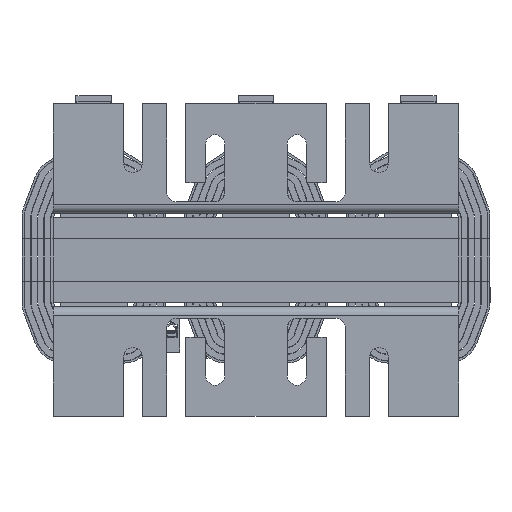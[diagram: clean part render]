
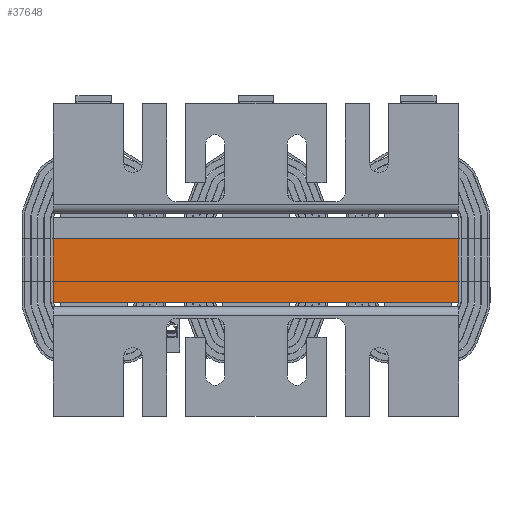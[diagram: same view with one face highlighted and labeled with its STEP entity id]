
A CAD part, front view. The second image highlights one B-rep face of the part: STEP entity #37648.
In plain terms, the highlighted planar face has unit normal (0, -1, 0).
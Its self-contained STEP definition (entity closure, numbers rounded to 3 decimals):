
#4068=FACE_OUTER_BOUND('',#6193,.T.);
#6193=EDGE_LOOP('',(#28505,#28506,#28507,#28508));
#9121=LINE('',#58378,#13148);
#9124=LINE('',#58390,#13151);
#9131=LINE('',#58410,#13158);
#9132=LINE('',#58412,#13159);
#13148=VECTOR('',#47887,0.394);
#13151=VECTOR('',#47898,0.394);
#13158=VECTOR('',#47921,0.394);
#13159=VECTOR('',#47924,0.394);
#16961=VERTEX_POINT('',#58372);
#16963=VERTEX_POINT('',#58376);
#16968=VERTEX_POINT('',#58388);
#16973=VERTEX_POINT('',#58408);
#21181=EDGE_CURVE('',#16961,#16963,#9121,.T.);
#21187=EDGE_CURVE('',#16963,#16968,#9124,.T.);
#21197=EDGE_CURVE('',#16968,#16973,#9131,.T.);
#21198=EDGE_CURVE('',#16961,#16973,#9132,.T.);
#28505=ORIENTED_EDGE('',*,*,#21181,.T.);
#28506=ORIENTED_EDGE('',*,*,#21187,.T.);
#28507=ORIENTED_EDGE('',*,*,#21197,.T.);
#28508=ORIENTED_EDGE('',*,*,#21198,.F.);
#36063=PLANE('',#42068);
#37648=ADVANCED_FACE('',(#4068),#36063,.T.);
#42068=AXIS2_PLACEMENT_3D('',#58413,#47925,#47926);
#47887=DIRECTION('',(-1.,0.,0.));
#47898=DIRECTION('',(0.,0.,-1.));
#47921=DIRECTION('',(1.,0.,0.));
#47924=DIRECTION('',(0.,0.,-1.));
#47925=DIRECTION('center_axis',(0.,-1.,0.));
#47926=DIRECTION('ref_axis',(0.,0.,-1.));
#58372=CARTESIAN_POINT('',(12.003,0.003,0.));
#58376=CARTESIAN_POINT('',(0.003,0.003,0.));
#58378=CARTESIAN_POINT('',(4.082,0.003,0.));
#58388=CARTESIAN_POINT('',(0.003,0.003,-1.875));
#58390=CARTESIAN_POINT('',(0.003,0.003,0.));
#58408=CARTESIAN_POINT('',(12.003,0.003,-1.875));
#58410=CARTESIAN_POINT('',(12.003,0.003,-1.875));
#58412=CARTESIAN_POINT('',(12.003,0.003,0.));
#58413=CARTESIAN_POINT('Origin',(12.003,0.003,0.));
